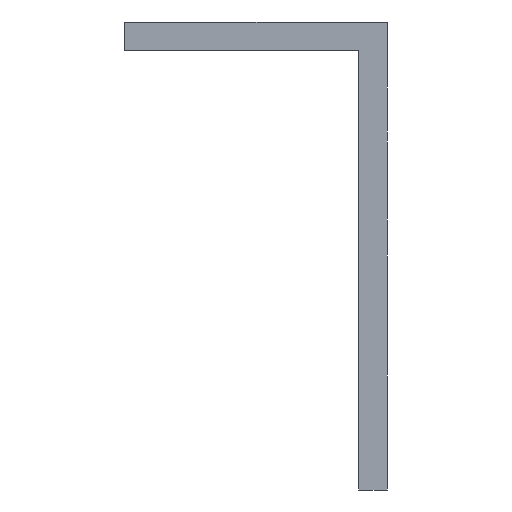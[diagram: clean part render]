
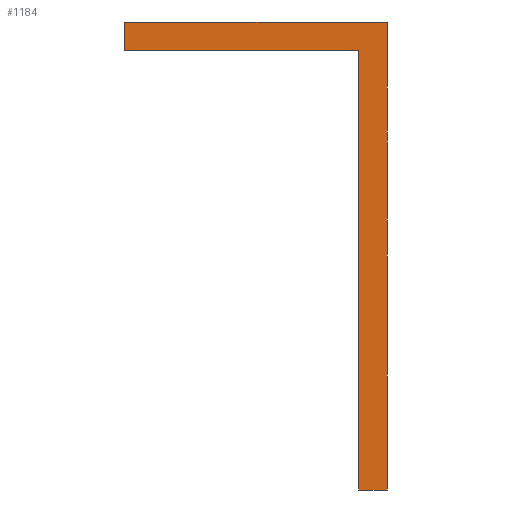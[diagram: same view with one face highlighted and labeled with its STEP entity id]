
A CAD part, left-side view. The second image highlights one B-rep face of the part: STEP entity #1184.
In plain terms, the highlighted planar face has unit normal (-1, 0, 0).
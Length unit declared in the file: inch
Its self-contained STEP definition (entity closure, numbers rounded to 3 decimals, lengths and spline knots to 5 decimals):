
#69 = CARTESIAN_POINT ( 'NONE',  ( -0.75, 0., 0.75 ) ) ;
#70 = CARTESIAN_POINT ( 'NONE',  ( -0.75, 0.09, 0.75 ) ) ;
#112 = CARTESIAN_POINT ( 'NONE',  ( -0.75, 0.09, -0.75 ) ) ;
#131 = ORIENTED_EDGE ( 'NONE', *, *, #2142, .F. ) ;
#142 = CARTESIAN_POINT ( 'NONE',  ( -0.75, 0.84, 0.66 ) ) ;
#154 = EDGE_CURVE ( 'NONE', #484, #1079, #1963, .T. ) ;
#254 = VECTOR ( 'NONE', #2407, 39.37008 ) ;
#313 = LINE ( 'NONE', #840, #881 ) ;
#341 = VECTOR ( 'NONE', #912, 39.37008 ) ;
#403 = VECTOR ( 'NONE', #541, 39.37008 ) ;
#418 = AXIS2_PLACEMENT_3D ( 'NONE', #70, #443, #1814 ) ;
#443 = DIRECTION ( 'NONE',  ( 1., 0., 0. ) ) ;
#484 = VERTEX_POINT ( 'NONE', #112 ) ;
#541 = DIRECTION ( 'NONE',  ( 0., -1., 0. ) ) ;
#581 = VECTOR ( 'NONE', #2493, 39.37008 ) ;
#602 = ORIENTED_EDGE ( 'NONE', *, *, #154, .T. ) ;
#610 = LINE ( 'NONE', #142, #1069 ) ;
#645 = VERTEX_POINT ( 'NONE', #1065 ) ;
#761 = LINE ( 'NONE', #69, #254 ) ;
#797 = EDGE_CURVE ( 'NONE', #484, #645, #845, .T. ) ;
#840 = CARTESIAN_POINT ( 'NONE',  ( -0.75, 0.09, 0.75 ) ) ;
#845 = LINE ( 'NONE', #1311, #341 ) ;
#851 = CARTESIAN_POINT ( 'NONE',  ( -0.75, 0., -0.75 ) ) ;
#860 = FACE_OUTER_BOUND ( 'NONE', #1297, .T. ) ;
#881 = VECTOR ( 'NONE', #2226, 39.37008 ) ;
#912 = DIRECTION ( 'NONE',  ( 0., 0., 1. ) ) ;
#915 = CARTESIAN_POINT ( 'NONE',  ( -0.75, 0., 0.66 ) ) ;
#1057 = EDGE_CURVE ( 'NONE', #2431, #2406, #313, .T. ) ;
#1065 = CARTESIAN_POINT ( 'NONE',  ( -0.75, 0.09, 0.66 ) ) ;
#1069 = VECTOR ( 'NONE', #1490, 39.37008 ) ;
#1079 = VERTEX_POINT ( 'NONE', #851 ) ;
#1184 = ADVANCED_FACE ( 'NONE', ( #860 ), #1215, .F. ) ;
#1215 = PLANE ( 'NONE',  #418 ) ;
#1297 = EDGE_LOOP ( 'NONE', ( #1633, #2148, #131, #1759, #2098, #602 ) ) ;
#1311 = CARTESIAN_POINT ( 'NONE',  ( -0.75, 0.09, 0.75 ) ) ;
#1490 = DIRECTION ( 'NONE',  ( 0., 0., 1. ) ) ;
#1558 = LINE ( 'NONE', #915, #581 ) ;
#1633 = ORIENTED_EDGE ( 'NONE', *, *, #2309, .T. ) ;
#1759 = ORIENTED_EDGE ( 'NONE', *, *, #1811, .T. ) ;
#1778 = VERTEX_POINT ( 'NONE', #1894 ) ;
#1811 = EDGE_CURVE ( 'NONE', #1778, #645, #1558, .T. ) ;
#1814 = DIRECTION ( 'NONE',  ( 0., 0., -1. ) ) ;
#1851 = CARTESIAN_POINT ( 'NONE',  ( -0.75, 0., 0.75 ) ) ;
#1862 = CARTESIAN_POINT ( 'NONE',  ( -0.75, 0.84, 0.75 ) ) ;
#1894 = CARTESIAN_POINT ( 'NONE',  ( -0.75, 0.84, 0.66 ) ) ;
#1963 = LINE ( 'NONE', #2306, #403 ) ;
#2098 = ORIENTED_EDGE ( 'NONE', *, *, #797, .F. ) ;
#2142 = EDGE_CURVE ( 'NONE', #1778, #2431, #610, .T. ) ;
#2148 = ORIENTED_EDGE ( 'NONE', *, *, #1057, .F. ) ;
#2226 = DIRECTION ( 'NONE',  ( 0., -1., 0. ) ) ;
#2306 = CARTESIAN_POINT ( 'NONE',  ( -0.75, 0.09, -0.75 ) ) ;
#2309 = EDGE_CURVE ( 'NONE', #1079, #2406, #761, .T. ) ;
#2406 = VERTEX_POINT ( 'NONE', #1851 ) ;
#2407 = DIRECTION ( 'NONE',  ( 0., 0., 1. ) ) ;
#2431 = VERTEX_POINT ( 'NONE', #1862 ) ;
#2493 = DIRECTION ( 'NONE',  ( 0., -1., 0. ) ) ;
